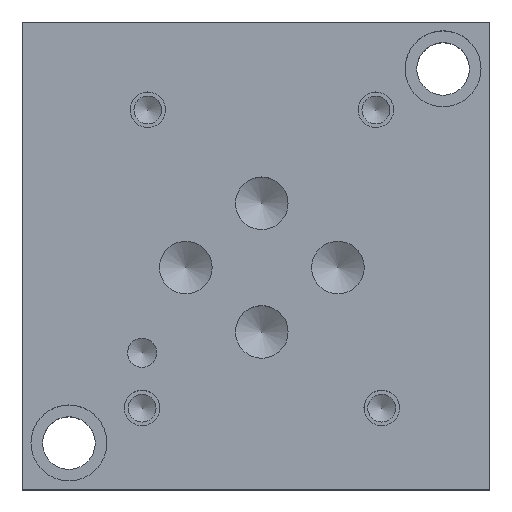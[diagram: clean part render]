
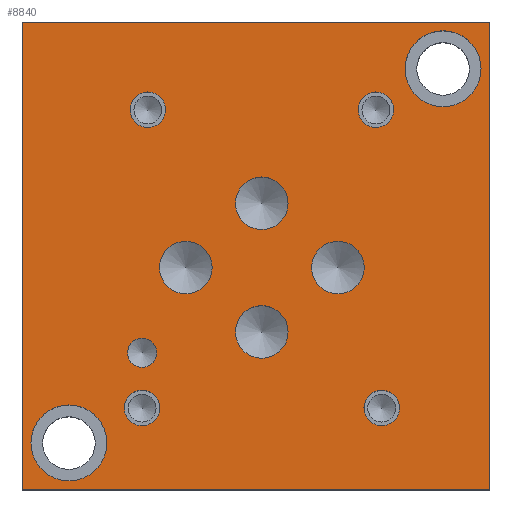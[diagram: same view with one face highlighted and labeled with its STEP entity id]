
A CAD part, top view. The second image highlights one B-rep face of the part: STEP entity #8840.
In plain terms, the highlighted planar face has unit normal (0, 0, 1).
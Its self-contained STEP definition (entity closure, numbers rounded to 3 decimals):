
#84=CIRCLE('',#9166,3.569);
#85=CIRCLE('',#9167,3.569);
#88=CIRCLE('',#9172,3.569);
#89=CIRCLE('',#9173,3.569);
#92=CIRCLE('',#9178,3.569);
#93=CIRCLE('',#9179,3.569);
#96=CIRCLE('',#9184,3.569);
#97=CIRCLE('',#9185,3.569);
#100=CIRCLE('',#9190,1.981);
#101=CIRCLE('',#9191,1.981);
#107=CIRCLE('',#9200,2.413);
#108=CIRCLE('',#9201,2.413);
#114=CIRCLE('',#9211,2.413);
#115=CIRCLE('',#9212,2.413);
#121=CIRCLE('',#9222,2.413);
#122=CIRCLE('',#9223,2.413);
#128=CIRCLE('',#9233,2.413);
#129=CIRCLE('',#9234,2.413);
#133=CIRCLE('',#9241,5.156);
#134=CIRCLE('',#9242,5.156);
#138=CIRCLE('',#9249,5.156);
#139=CIRCLE('',#9250,5.156);
#192=FACE_BOUND('',#1426,.T.);
#193=FACE_BOUND('',#1427,.T.);
#194=FACE_BOUND('',#1428,.T.);
#195=FACE_BOUND('',#1429,.T.);
#196=FACE_BOUND('',#1430,.T.);
#197=FACE_BOUND('',#1431,.T.);
#198=FACE_BOUND('',#1432,.T.);
#199=FACE_BOUND('',#1433,.T.);
#200=FACE_BOUND('',#1434,.T.);
#201=FACE_BOUND('',#1435,.T.);
#202=FACE_BOUND('',#1436,.T.);
#477=PLANE('',#9256);
#925=FACE_OUTER_BOUND('',#1425,.T.);
#1425=EDGE_LOOP('',(#7846,#7847,#7848,#7849));
#1426=EDGE_LOOP('',(#7850,#7851));
#1427=EDGE_LOOP('',(#7852,#7853));
#1428=EDGE_LOOP('',(#7854,#7855));
#1429=EDGE_LOOP('',(#7856,#7857));
#1430=EDGE_LOOP('',(#7858,#7859));
#1431=EDGE_LOOP('',(#7860,#7861));
#1432=EDGE_LOOP('',(#7862,#7863));
#1433=EDGE_LOOP('',(#7864,#7865));
#1434=EDGE_LOOP('',(#7866,#7867));
#1435=EDGE_LOOP('',(#7868,#7869));
#1436=EDGE_LOOP('',(#7870,#7871));
#1736=LINE('',#13297,#2592);
#2289=LINE('',#15137,#3145);
#2291=LINE('',#15141,#3147);
#2293=LINE('',#15144,#3149);
#2592=VECTOR('',#9706,10.);
#3145=VECTOR('',#10905,10.);
#3147=VECTOR('',#10909,10.);
#3149=VECTOR('',#10913,10.);
#3756=VERTEX_POINT('',#13294);
#3757=VERTEX_POINT('',#13296);
#4177=VERTEX_POINT('',#14960);
#4178=VERTEX_POINT('',#14961);
#4182=VERTEX_POINT('',#14973);
#4183=VERTEX_POINT('',#14974);
#4187=VERTEX_POINT('',#14986);
#4188=VERTEX_POINT('',#14987);
#4192=VERTEX_POINT('',#14999);
#4193=VERTEX_POINT('',#15000);
#4197=VERTEX_POINT('',#15012);
#4198=VERTEX_POINT('',#15013);
#4205=VERTEX_POINT('',#15032);
#4206=VERTEX_POINT('',#15033);
#4213=VERTEX_POINT('',#15054);
#4214=VERTEX_POINT('',#15055);
#4221=VERTEX_POINT('',#15076);
#4222=VERTEX_POINT('',#15077);
#4229=VERTEX_POINT('',#15098);
#4230=VERTEX_POINT('',#15099);
#4234=VERTEX_POINT('',#15113);
#4235=VERTEX_POINT('',#15114);
#4239=VERTEX_POINT('',#15128);
#4240=VERTEX_POINT('',#15129);
#4241=VERTEX_POINT('',#15136);
#4242=VERTEX_POINT('',#15140);
#4749=EDGE_CURVE('',#3757,#3756,#1736,.T.);
#5369=EDGE_CURVE('',#4177,#4178,#84,.T.);
#5370=EDGE_CURVE('',#4178,#4177,#85,.T.);
#5375=EDGE_CURVE('',#4182,#4183,#88,.T.);
#5376=EDGE_CURVE('',#4183,#4182,#89,.T.);
#5381=EDGE_CURVE('',#4187,#4188,#92,.T.);
#5382=EDGE_CURVE('',#4188,#4187,#93,.T.);
#5387=EDGE_CURVE('',#4192,#4193,#96,.T.);
#5388=EDGE_CURVE('',#4193,#4192,#97,.T.);
#5393=EDGE_CURVE('',#4197,#4198,#100,.T.);
#5394=EDGE_CURVE('',#4198,#4197,#101,.T.);
#5402=EDGE_CURVE('',#4205,#4206,#107,.T.);
#5403=EDGE_CURVE('',#4206,#4205,#108,.T.);
#5412=EDGE_CURVE('',#4213,#4214,#114,.T.);
#5413=EDGE_CURVE('',#4214,#4213,#115,.T.);
#5422=EDGE_CURVE('',#4221,#4222,#121,.T.);
#5423=EDGE_CURVE('',#4222,#4221,#122,.T.);
#5432=EDGE_CURVE('',#4229,#4230,#128,.T.);
#5433=EDGE_CURVE('',#4230,#4229,#129,.T.);
#5439=EDGE_CURVE('',#4234,#4235,#133,.T.);
#5440=EDGE_CURVE('',#4235,#4234,#134,.T.);
#5446=EDGE_CURVE('',#4239,#4240,#138,.T.);
#5447=EDGE_CURVE('',#4240,#4239,#139,.T.);
#5450=EDGE_CURVE('',#4241,#3757,#2289,.T.);
#5452=EDGE_CURVE('',#4242,#4241,#2291,.T.);
#5454=EDGE_CURVE('',#3756,#4242,#2293,.T.);
#7846=ORIENTED_EDGE('',*,*,#4749,.T.);
#7847=ORIENTED_EDGE('',*,*,#5454,.T.);
#7848=ORIENTED_EDGE('',*,*,#5452,.T.);
#7849=ORIENTED_EDGE('',*,*,#5450,.T.);
#7850=ORIENTED_EDGE('',*,*,#5369,.T.);
#7851=ORIENTED_EDGE('',*,*,#5370,.T.);
#7852=ORIENTED_EDGE('',*,*,#5375,.T.);
#7853=ORIENTED_EDGE('',*,*,#5376,.T.);
#7854=ORIENTED_EDGE('',*,*,#5381,.T.);
#7855=ORIENTED_EDGE('',*,*,#5382,.T.);
#7856=ORIENTED_EDGE('',*,*,#5387,.T.);
#7857=ORIENTED_EDGE('',*,*,#5388,.T.);
#7858=ORIENTED_EDGE('',*,*,#5393,.T.);
#7859=ORIENTED_EDGE('',*,*,#5394,.T.);
#7860=ORIENTED_EDGE('',*,*,#5402,.T.);
#7861=ORIENTED_EDGE('',*,*,#5403,.T.);
#7862=ORIENTED_EDGE('',*,*,#5412,.T.);
#7863=ORIENTED_EDGE('',*,*,#5413,.T.);
#7864=ORIENTED_EDGE('',*,*,#5422,.T.);
#7865=ORIENTED_EDGE('',*,*,#5423,.T.);
#7866=ORIENTED_EDGE('',*,*,#5432,.T.);
#7867=ORIENTED_EDGE('',*,*,#5433,.T.);
#7868=ORIENTED_EDGE('',*,*,#5439,.T.);
#7869=ORIENTED_EDGE('',*,*,#5440,.T.);
#7870=ORIENTED_EDGE('',*,*,#5446,.T.);
#7871=ORIENTED_EDGE('',*,*,#5447,.T.);
#8840=ADVANCED_FACE('',(#925,#192,#193,#194,#195,#196,#197,#198,#199,#200,
#201,#202),#477,.T.);
#9166=AXIS2_PLACEMENT_3D('',#14962,#10706,#10707);
#9167=AXIS2_PLACEMENT_3D('',#14963,#10708,#10709);
#9172=AXIS2_PLACEMENT_3D('',#14975,#10720,#10721);
#9173=AXIS2_PLACEMENT_3D('',#14976,#10722,#10723);
#9178=AXIS2_PLACEMENT_3D('',#14988,#10734,#10735);
#9179=AXIS2_PLACEMENT_3D('',#14989,#10736,#10737);
#9184=AXIS2_PLACEMENT_3D('',#15001,#10748,#10749);
#9185=AXIS2_PLACEMENT_3D('',#15002,#10750,#10751);
#9190=AXIS2_PLACEMENT_3D('',#15014,#10762,#10763);
#9191=AXIS2_PLACEMENT_3D('',#15015,#10764,#10765);
#9200=AXIS2_PLACEMENT_3D('',#15034,#10784,#10785);
#9201=AXIS2_PLACEMENT_3D('',#15035,#10786,#10787);
#9211=AXIS2_PLACEMENT_3D('',#15056,#10809,#10810);
#9212=AXIS2_PLACEMENT_3D('',#15057,#10811,#10812);
#9222=AXIS2_PLACEMENT_3D('',#15078,#10834,#10835);
#9223=AXIS2_PLACEMENT_3D('',#15079,#10836,#10837);
#9233=AXIS2_PLACEMENT_3D('',#15100,#10859,#10860);
#9234=AXIS2_PLACEMENT_3D('',#15101,#10861,#10862);
#9241=AXIS2_PLACEMENT_3D('',#15115,#10877,#10878);
#9242=AXIS2_PLACEMENT_3D('',#15116,#10879,#10880);
#9249=AXIS2_PLACEMENT_3D('',#15130,#10895,#10896);
#9250=AXIS2_PLACEMENT_3D('',#15131,#10897,#10898);
#9256=AXIS2_PLACEMENT_3D('',#15146,#10916,#10917);
#9706=DIRECTION('',(1.,0.,0.));
#10706=DIRECTION('center_axis',(0.,0.,-1.));
#10707=DIRECTION('ref_axis',(1.,0.,0.));
#10708=DIRECTION('center_axis',(0.,0.,-1.));
#10709=DIRECTION('ref_axis',(1.,0.,0.));
#10720=DIRECTION('center_axis',(0.,0.,-1.));
#10721=DIRECTION('ref_axis',(1.,0.,0.));
#10722=DIRECTION('center_axis',(0.,0.,-1.));
#10723=DIRECTION('ref_axis',(1.,0.,0.));
#10734=DIRECTION('center_axis',(0.,0.,-1.));
#10735=DIRECTION('ref_axis',(1.,0.,0.));
#10736=DIRECTION('center_axis',(0.,0.,-1.));
#10737=DIRECTION('ref_axis',(1.,0.,0.));
#10748=DIRECTION('center_axis',(0.,0.,-1.));
#10749=DIRECTION('ref_axis',(1.,0.,0.));
#10750=DIRECTION('center_axis',(0.,0.,-1.));
#10751=DIRECTION('ref_axis',(1.,0.,0.));
#10762=DIRECTION('center_axis',(0.,0.,-1.));
#10763=DIRECTION('ref_axis',(1.,0.,0.));
#10764=DIRECTION('center_axis',(0.,0.,-1.));
#10765=DIRECTION('ref_axis',(1.,0.,0.));
#10784=DIRECTION('center_axis',(0.,0.,-1.));
#10785=DIRECTION('ref_axis',(1.,0.,0.));
#10786=DIRECTION('center_axis',(0.,0.,-1.));
#10787=DIRECTION('ref_axis',(1.,0.,0.));
#10809=DIRECTION('center_axis',(0.,0.,-1.));
#10810=DIRECTION('ref_axis',(1.,0.,0.));
#10811=DIRECTION('center_axis',(0.,0.,-1.));
#10812=DIRECTION('ref_axis',(1.,0.,0.));
#10834=DIRECTION('center_axis',(0.,0.,-1.));
#10835=DIRECTION('ref_axis',(1.,0.,0.));
#10836=DIRECTION('center_axis',(0.,0.,-1.));
#10837=DIRECTION('ref_axis',(1.,0.,0.));
#10859=DIRECTION('center_axis',(0.,0.,-1.));
#10860=DIRECTION('ref_axis',(1.,0.,0.));
#10861=DIRECTION('center_axis',(0.,0.,-1.));
#10862=DIRECTION('ref_axis',(1.,0.,0.));
#10877=DIRECTION('center_axis',(0.,0.,-1.));
#10878=DIRECTION('ref_axis',(1.,0.,0.));
#10879=DIRECTION('center_axis',(0.,0.,-1.));
#10880=DIRECTION('ref_axis',(1.,0.,0.));
#10895=DIRECTION('center_axis',(0.,0.,-1.));
#10896=DIRECTION('ref_axis',(1.,0.,0.));
#10897=DIRECTION('center_axis',(0.,0.,-1.));
#10898=DIRECTION('ref_axis',(1.,0.,0.));
#10905=DIRECTION('',(0.,-1.,0.));
#10909=DIRECTION('',(-1.,0.,0.));
#10913=DIRECTION('',(0.,1.,0.));
#10916=DIRECTION('center_axis',(0.,0.,1.));
#10917=DIRECTION('ref_axis',(1.,0.,0.));
#13294=CARTESIAN_POINT('',(63.5,0.,25.4));
#13296=CARTESIAN_POINT('',(0.,0.,25.4));
#13297=CARTESIAN_POINT('',(0.,0.,25.4));
#14960=CARTESIAN_POINT('',(36.106,38.887,25.4));
#14961=CARTESIAN_POINT('',(28.969,38.887,25.4));
#14962=CARTESIAN_POINT('Origin',(32.537,38.887,25.4));
#14963=CARTESIAN_POINT('Origin',(32.537,38.887,25.4));
#14973=CARTESIAN_POINT('',(25.794,30.15,25.4));
#14974=CARTESIAN_POINT('',(18.656,30.15,25.4));
#14975=CARTESIAN_POINT('Origin',(22.225,30.15,25.4));
#14976=CARTESIAN_POINT('Origin',(22.225,30.15,25.4));
#14986=CARTESIAN_POINT('',(46.444,30.15,25.4));
#14987=CARTESIAN_POINT('',(39.307,30.15,25.4));
#14988=CARTESIAN_POINT('Origin',(42.875,30.15,25.4));
#14989=CARTESIAN_POINT('Origin',(42.875,30.15,25.4));
#14999=CARTESIAN_POINT('',(36.106,21.412,25.4));
#15000=CARTESIAN_POINT('',(28.969,21.412,25.4));
#15001=CARTESIAN_POINT('Origin',(32.537,21.412,25.4));
#15002=CARTESIAN_POINT('Origin',(32.537,21.412,25.4));
#15012=CARTESIAN_POINT('',(18.263,18.593,25.4));
#15013=CARTESIAN_POINT('',(14.3,18.593,25.4));
#15014=CARTESIAN_POINT('Origin',(16.281,18.593,25.4));
#15015=CARTESIAN_POINT('Origin',(16.281,18.593,25.4));
#15032=CARTESIAN_POINT('',(51.232,11.1,25.4));
#15033=CARTESIAN_POINT('',(46.406,11.1,25.4));
#15034=CARTESIAN_POINT('Origin',(48.819,11.1,25.4));
#15035=CARTESIAN_POINT('Origin',(48.819,11.1,25.4));
#15054=CARTESIAN_POINT('',(19.482,51.587,25.4));
#15055=CARTESIAN_POINT('',(14.656,51.587,25.4));
#15056=CARTESIAN_POINT('Origin',(17.069,51.587,25.4));
#15057=CARTESIAN_POINT('Origin',(17.069,51.587,25.4));
#15076=CARTESIAN_POINT('',(50.444,51.587,25.4));
#15077=CARTESIAN_POINT('',(45.618,51.587,25.4));
#15078=CARTESIAN_POINT('Origin',(48.031,51.587,25.4));
#15079=CARTESIAN_POINT('Origin',(48.031,51.587,25.4));
#15098=CARTESIAN_POINT('',(18.694,11.1,25.4));
#15099=CARTESIAN_POINT('',(13.868,11.1,25.4));
#15100=CARTESIAN_POINT('Origin',(16.281,11.1,25.4));
#15101=CARTESIAN_POINT('Origin',(16.281,11.1,25.4));
#15113=CARTESIAN_POINT('',(62.306,57.15,25.4));
#15114=CARTESIAN_POINT('',(51.994,57.15,25.4));
#15115=CARTESIAN_POINT('Origin',(57.15,57.15,25.4));
#15116=CARTESIAN_POINT('Origin',(57.15,57.15,25.4));
#15128=CARTESIAN_POINT('',(11.506,6.35,25.4));
#15129=CARTESIAN_POINT('',(1.194,6.35,25.4));
#15130=CARTESIAN_POINT('Origin',(6.35,6.35,25.4));
#15131=CARTESIAN_POINT('Origin',(6.35,6.35,25.4));
#15136=CARTESIAN_POINT('',(0.,63.5,25.4));
#15137=CARTESIAN_POINT('',(0.,63.5,25.4));
#15140=CARTESIAN_POINT('',(63.5,63.5,25.4));
#15141=CARTESIAN_POINT('',(63.5,63.5,25.4));
#15144=CARTESIAN_POINT('',(63.5,0.,25.4));
#15146=CARTESIAN_POINT('Origin',(31.75,31.75,25.4));
